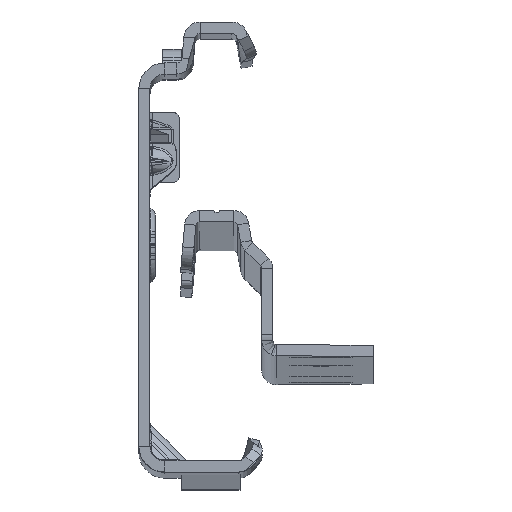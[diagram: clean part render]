
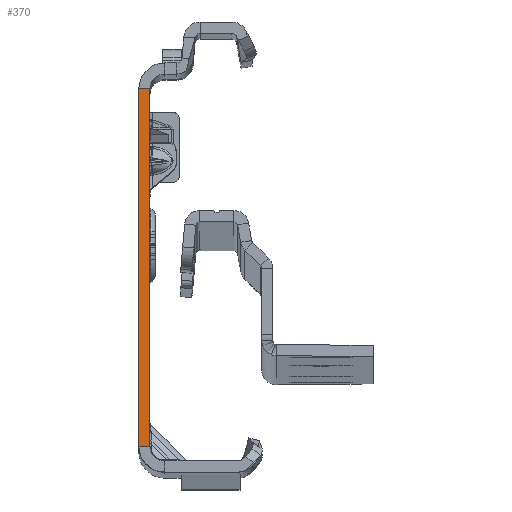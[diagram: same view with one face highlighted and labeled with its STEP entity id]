
A CAD part, top view. The second image highlights one B-rep face of the part: STEP entity #370.
In plain terms, the highlighted planar face has unit normal (0, 0, 1).
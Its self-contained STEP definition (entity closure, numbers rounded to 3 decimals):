
#370 = ADVANCED_FACE ( 'NONE', ( #17579 ), #20883, .T. ) ;
#2532 = VERTEX_POINT ( 'NONE', #26432 ) ;
#3326 = DIRECTION ( 'NONE',  ( 0., -1., 0. ) ) ;
#7717 = VERTEX_POINT ( 'NONE', #34641 ) ;
#9179 = DIRECTION ( 'NONE',  ( 1., 0., 0. ) ) ;
#9959 = DIRECTION ( 'NONE',  ( 0., -1., 0. ) ) ;
#11607 = EDGE_CURVE ( 'NONE', #51917, #43362, #44558, .T. ) ;
#11832 = CARTESIAN_POINT ( 'NONE',  ( 0., 22.135, 0. ) ) ;
#13576 = ORIENTED_EDGE ( 'NONE', *, *, #11607, .F. ) ;
#16047 = LINE ( 'NONE', #32611, #22740 ) ;
#17579 = FACE_OUTER_BOUND ( 'NONE', #36810, .T. ) ;
#19153 = AXIS2_PLACEMENT_3D ( 'NONE', #49899, #50154, #9179 ) ;
#19900 = EDGE_CURVE ( 'NONE', #2532, #7717, #51214, .T. ) ;
#20883 = PLANE ( 'NONE',  #19153 ) ;
#22105 = LINE ( 'NONE', #47299, #26260 ) ;
#22740 = VECTOR ( 'NONE', #27752, 1000. ) ;
#22905 = DIRECTION ( 'NONE',  ( -1., 0., 0. ) ) ;
#25866 = ORIENTED_EDGE ( 'NONE', *, *, #32002, .F. ) ;
#26260 = VECTOR ( 'NONE', #22905, 1000. ) ;
#26432 = CARTESIAN_POINT ( 'NONE',  ( -1.5, 22.135, 0. ) ) ;
#27752 = DIRECTION ( 'NONE',  ( -1., 0., 0. ) ) ;
#28522 = VECTOR ( 'NONE', #9959, 1000. ) ;
#32002 = EDGE_CURVE ( 'NONE', #43362, #7717, #16047, .T. ) ;
#32611 = CARTESIAN_POINT ( 'NONE',  ( 0., -25.865, 0. ) ) ;
#32760 = ORIENTED_EDGE ( 'NONE', *, *, #50271, .T. ) ;
#34641 = CARTESIAN_POINT ( 'NONE',  ( -1.5, -25.865, 0. ) ) ;
#34817 = VECTOR ( 'NONE', #3326, 1000. ) ;
#36810 = EDGE_LOOP ( 'NONE', ( #13576, #32760, #38760, #25866 ) ) ;
#38760 = ORIENTED_EDGE ( 'NONE', *, *, #19900, .T. ) ;
#38996 = CARTESIAN_POINT ( 'NONE',  ( -1.5, -27.865, 0. ) ) ;
#41028 = CARTESIAN_POINT ( 'NONE',  ( 0., -27.865, 0. ) ) ;
#43362 = VERTEX_POINT ( 'NONE', #51927 ) ;
#44558 = LINE ( 'NONE', #41028, #34817 ) ;
#47299 = CARTESIAN_POINT ( 'NONE',  ( 0., 22.135, 0. ) ) ;
#49899 = CARTESIAN_POINT ( 'NONE',  ( -1.5, -27.865, 0. ) ) ;
#50154 = DIRECTION ( 'NONE',  ( 0., 0., 1. ) ) ;
#50271 = EDGE_CURVE ( 'NONE', #51917, #2532, #22105, .T. ) ;
#51214 = LINE ( 'NONE', #38996, #28522 ) ;
#51917 = VERTEX_POINT ( 'NONE', #11832 ) ;
#51927 = CARTESIAN_POINT ( 'NONE',  ( 0., -25.865, 0. ) ) ;
